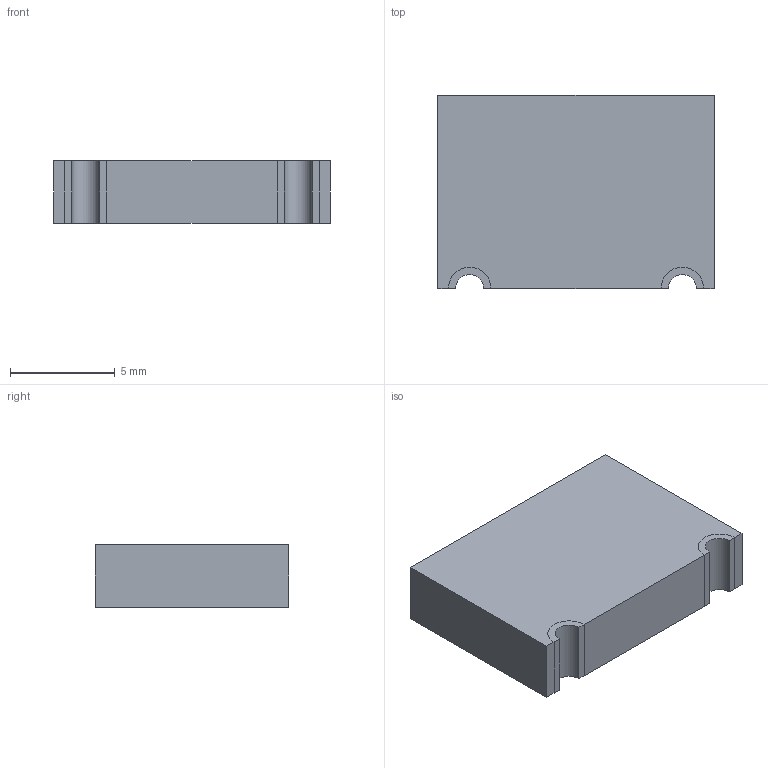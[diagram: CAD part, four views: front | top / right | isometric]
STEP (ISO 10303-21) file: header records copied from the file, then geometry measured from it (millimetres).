
FILE_DESCRIPTION (( 'STEP AP214' ), '1' );
FILE_NAME ('ANT-433-USP410.STEP', '2020-11-02T03:57:57', ( '' ), ( '' ), 'SwSTEP 2.0', 'SolidWorks 2017', '' );
FILE_SCHEMA (( 'AUTOMOTIVE_DESIGN' ));
Length unit declared in the file: inch
Products named in the file (1): ANT-433-USP410
Bounding box: 13.21 x 9.22 x 3 mm (x, y, z)
Volume: 360.8 mm3; surface area: 418 mm2
Topology: 3 solids, 3 shells, 22 faces, 48 edges, 32 vertices
Faces by surface type: plane 16, cylinder 6
Entity records: 666 total; most frequent: DIRECTION 106, CARTESIAN_POINT 103, ORIENTED_EDGE 96, EDGE_CURVE 48, VECTOR 36, LINE 36, AXIS2_PLACEMENT_3D 35, VERTEX_POINT 32
